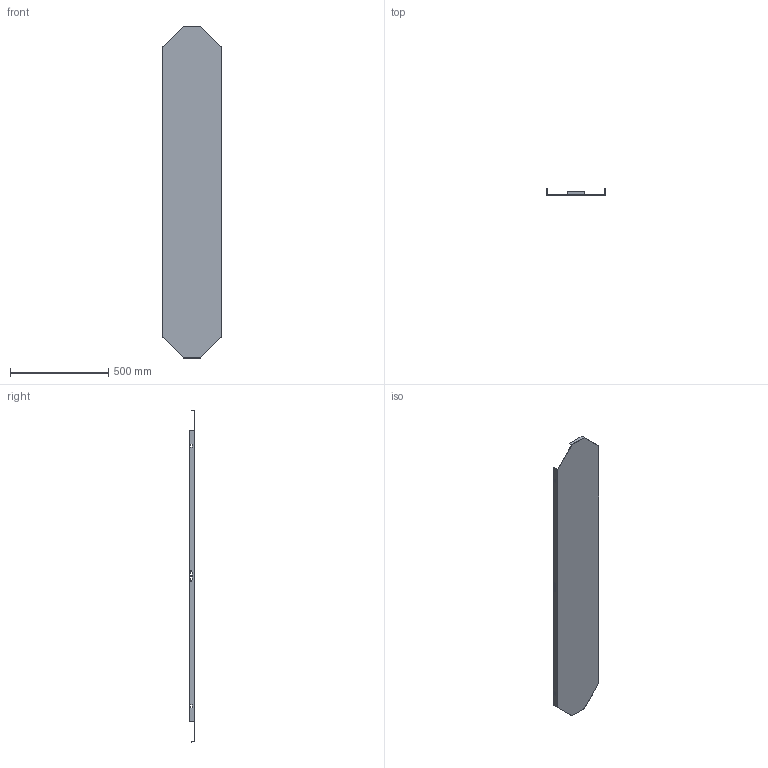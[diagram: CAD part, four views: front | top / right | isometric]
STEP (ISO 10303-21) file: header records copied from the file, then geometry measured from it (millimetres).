
FILE_DESCRIPTION (( 'STEP AP214' ), '1' );
FILE_NAME ('SVNK184.STEP', '2025-05-14T19:57:16', ( '' ), ( '' ), 'SwSTEP 2.0', 'SolidWorks 2024', '' );
FILE_SCHEMA (( 'AUTOMOTIVE_DESIGN' ));
Length unit declared in the file: millimetre
Products named in the file (1): SVNK184
Bounding box: 297 x 30.5 x 1688 mm (x, y, z)
Volume: 850092.2 mm3; surface area: 1140010 mm2
Topology: 1 solids, 1 shells, 76 faces, 206 edges, 132 vertices
Faces by surface type: plane 58, cylinder 10, bspline 8
Full cylindrical faces by diameter (mm): 4.25 x6
Entity records: 2576 total; most frequent: CARTESIAN_POINT 650, ORIENTED_EDGE 400, DIRECTION 342, EDGE_CURVE 200, VECTOR 164, LINE 164, VERTEX_POINT 132, EDGE_LOOP 110
